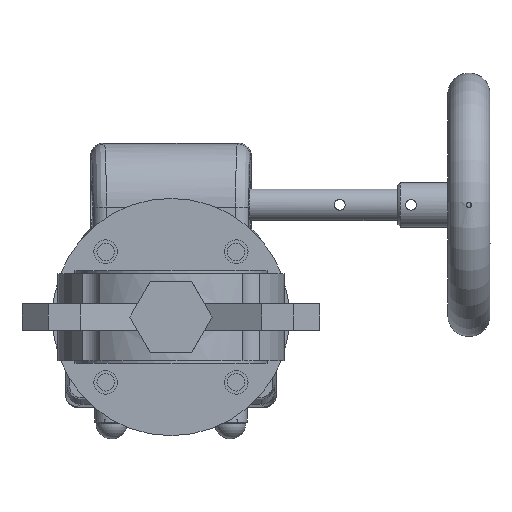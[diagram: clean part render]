
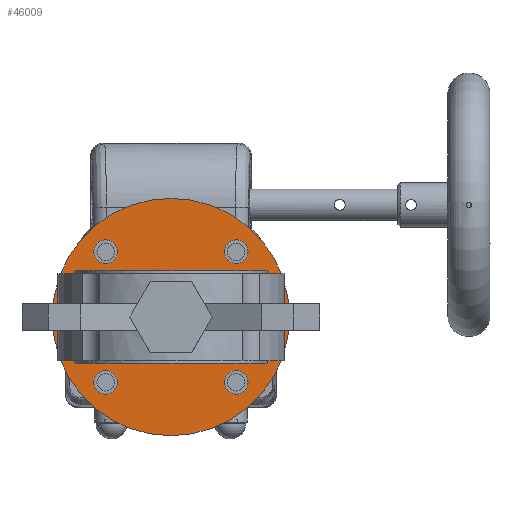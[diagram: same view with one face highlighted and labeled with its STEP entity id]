
A CAD part, front view. The second image highlights one B-rep face of the part: STEP entity #46009.
In plain terms, the highlighted planar face has unit normal (0, -1, 0).
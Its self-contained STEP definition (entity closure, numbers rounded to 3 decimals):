
#1386=PLANE('',#50432);
#1840=FACE_BOUND('',#16255,.T.);
#1841=FACE_BOUND('',#16256,.T.);
#1842=FACE_BOUND('',#16257,.T.);
#1843=FACE_BOUND('',#16258,.T.);
#1844=FACE_BOUND('',#16259,.T.);
#3561=CIRCLE('',#50341,4.5);
#3563=CIRCLE('',#50344,4.5);
#3565=CIRCLE('',#50347,4.5);
#3567=CIRCLE('',#50350,4.5);
#3570=CIRCLE('',#50354,45.);
#6746=LINE('',#156270,#9938);
#6891=LINE('',#157460,#10083);
#6892=LINE('',#157462,#10084);
#6893=LINE('',#157464,#10085);
#6894=LINE('',#157466,#10086);
#6895=LINE('',#157468,#10087);
#6896=LINE('',#157470,#10088);
#6897=LINE('',#157472,#10089);
#6898=LINE('',#157474,#10090);
#6899=LINE('',#157476,#10091);
#6900=LINE('',#157477,#10092);
#6901=LINE('',#157478,#10093);
#9938=VECTOR('',#61326,1000.);
#10083=VECTOR('',#61529,1000.);
#10084=VECTOR('',#61530,1000.);
#10085=VECTOR('',#61531,1000.);
#10086=VECTOR('',#61532,1000.);
#10087=VECTOR('',#61533,1000.);
#10088=VECTOR('',#61534,1000.);
#10089=VECTOR('',#61535,1000.);
#10090=VECTOR('',#61536,1000.);
#10091=VECTOR('',#61537,1000.);
#10092=VECTOR('',#61538,1000.);
#10093=VECTOR('',#61539,1000.);
#13419=FACE_OUTER_BOUND('',#16254,.T.);
#16254=EDGE_LOOP('',(#40739));
#16255=EDGE_LOOP('',(#40740,#40741,#40742,#40743,#40744,#40745,#40746,#40747,
#40748,#40749,#40750,#40751));
#16256=EDGE_LOOP('',(#40752));
#16257=EDGE_LOOP('',(#40753));
#16258=EDGE_LOOP('',(#40754));
#16259=EDGE_LOOP('',(#40755));
#21637=VERTEX_POINT('',#156063);
#21639=VERTEX_POINT('',#156069);
#21641=VERTEX_POINT('',#156075);
#21643=VERTEX_POINT('',#156081);
#21646=VERTEX_POINT('',#156089);
#21685=VERTEX_POINT('',#156267);
#21686=VERTEX_POINT('',#156269);
#21898=VERTEX_POINT('',#157458);
#21899=VERTEX_POINT('',#157459);
#21900=VERTEX_POINT('',#157461);
#21901=VERTEX_POINT('',#157463);
#21902=VERTEX_POINT('',#157465);
#21903=VERTEX_POINT('',#157467);
#21904=VERTEX_POINT('',#157469);
#21905=VERTEX_POINT('',#157471);
#21906=VERTEX_POINT('',#157473);
#21907=VERTEX_POINT('',#157475);
#28008=EDGE_CURVE('',#21637,#21637,#3561,.T.);
#28011=EDGE_CURVE('',#21639,#21639,#3563,.T.);
#28014=EDGE_CURVE('',#21641,#21641,#3565,.T.);
#28017=EDGE_CURVE('',#21643,#21643,#3567,.T.);
#28022=EDGE_CURVE('',#21646,#21646,#3570,.T.);
#28085=EDGE_CURVE('',#21685,#21686,#6746,.T.);
#28306=EDGE_CURVE('',#21898,#21899,#6891,.T.);
#28307=EDGE_CURVE('',#21898,#21900,#6892,.T.);
#28308=EDGE_CURVE('',#21900,#21901,#6893,.T.);
#28309=EDGE_CURVE('',#21901,#21902,#6894,.T.);
#28310=EDGE_CURVE('',#21903,#21902,#6895,.T.);
#28311=EDGE_CURVE('',#21904,#21903,#6896,.T.);
#28312=EDGE_CURVE('',#21904,#21905,#6897,.T.);
#28313=EDGE_CURVE('',#21906,#21905,#6898,.T.);
#28314=EDGE_CURVE('',#21907,#21906,#6899,.T.);
#28315=EDGE_CURVE('',#21686,#21907,#6900,.T.);
#28316=EDGE_CURVE('',#21685,#21899,#6901,.T.);
#40739=ORIENTED_EDGE('',*,*,#28022,.F.);
#40740=ORIENTED_EDGE('',*,*,#28306,.F.);
#40741=ORIENTED_EDGE('',*,*,#28307,.T.);
#40742=ORIENTED_EDGE('',*,*,#28308,.T.);
#40743=ORIENTED_EDGE('',*,*,#28309,.T.);
#40744=ORIENTED_EDGE('',*,*,#28310,.F.);
#40745=ORIENTED_EDGE('',*,*,#28311,.F.);
#40746=ORIENTED_EDGE('',*,*,#28312,.T.);
#40747=ORIENTED_EDGE('',*,*,#28313,.F.);
#40748=ORIENTED_EDGE('',*,*,#28314,.F.);
#40749=ORIENTED_EDGE('',*,*,#28315,.F.);
#40750=ORIENTED_EDGE('',*,*,#28085,.F.);
#40751=ORIENTED_EDGE('',*,*,#28316,.T.);
#40752=ORIENTED_EDGE('',*,*,#28008,.T.);
#40753=ORIENTED_EDGE('',*,*,#28011,.T.);
#40754=ORIENTED_EDGE('',*,*,#28014,.T.);
#40755=ORIENTED_EDGE('',*,*,#28017,.T.);
#46009=ADVANCED_FACE('',(#13419,#1840,#1841,#1842,#1843,#1844),#1386,.F.);
#50341=AXIS2_PLACEMENT_3D('',#156064,#61178,#61179);
#50344=AXIS2_PLACEMENT_3D('',#156070,#61185,#61186);
#50347=AXIS2_PLACEMENT_3D('',#156076,#61192,#61193);
#50350=AXIS2_PLACEMENT_3D('',#156082,#61199,#61200);
#50354=AXIS2_PLACEMENT_3D('',#156091,#61209,#61210);
#50432=AXIS2_PLACEMENT_3D('',#157457,#61527,#61528);
#61178=DIRECTION('center_axis',(0.,1.,0.));
#61179=DIRECTION('ref_axis',(0.,0.,1.));
#61185=DIRECTION('center_axis',(0.,1.,0.));
#61186=DIRECTION('ref_axis',(0.,0.,1.));
#61192=DIRECTION('center_axis',(0.,1.,0.));
#61193=DIRECTION('ref_axis',(0.,0.,1.));
#61199=DIRECTION('center_axis',(0.,1.,0.));
#61200=DIRECTION('ref_axis',(0.,0.,1.));
#61209=DIRECTION('center_axis',(0.,1.,0.));
#61210=DIRECTION('ref_axis',(0.,0.,1.));
#61326=DIRECTION('',(-1.,0.,0.));
#61527=DIRECTION('center_axis',(0.,1.,0.));
#61528=DIRECTION('ref_axis',(0.,0.,1.));
#61529=DIRECTION('',(-1.,0.,0.));
#61530=DIRECTION('',(0.,0.,-1.));
#61531=DIRECTION('',(-1.,0.,0.));
#61532=DIRECTION('',(0.,0.,-1.));
#61533=DIRECTION('',(1.,0.,0.));
#61534=DIRECTION('',(0.,0.,-1.));
#61535=DIRECTION('',(-1.,0.,0.));
#61536=DIRECTION('',(0.,0.,-1.));
#61537=DIRECTION('',(-1.,0.,0.));
#61538=DIRECTION('',(0.,0.,-1.));
#61539=DIRECTION('',(0.,0.,-1.));
#156063=CARTESIAN_POINT('',(-24.749,135.,-29.249));
#156064=CARTESIAN_POINT('Origin',(-24.749,135.,-24.749));
#156069=CARTESIAN_POINT('',(-24.749,135.,20.249));
#156070=CARTESIAN_POINT('Origin',(-24.749,135.,24.749));
#156075=CARTESIAN_POINT('',(24.749,135.,20.249));
#156076=CARTESIAN_POINT('Origin',(24.749,135.,24.749));
#156081=CARTESIAN_POINT('',(24.749,135.,-29.249));
#156082=CARTESIAN_POINT('Origin',(24.749,135.,-24.749));
#156089=CARTESIAN_POINT('',(0.,135.,-45.));
#156091=CARTESIAN_POINT('Origin',(0.,135.,0.));
#156267=CARTESIAN_POINT('',(17.,135.,13.5));
#156269=CARTESIAN_POINT('',(-17.,135.,13.5));
#156270=CARTESIAN_POINT('',(7.794,135.,13.5));
#157457=CARTESIAN_POINT('Origin',(0.,135.,0.));
#157458=CARTESIAN_POINT('',(26.,135.,5.));
#157459=CARTESIAN_POINT('',(17.,135.,5.));
#157460=CARTESIAN_POINT('',(-26.,135.,5.));
#157461=CARTESIAN_POINT('',(26.,135.,-5.));
#157462=CARTESIAN_POINT('',(26.,135.,5.));
#157463=CARTESIAN_POINT('',(17.,135.,-5.));
#157464=CARTESIAN_POINT('',(-26.,135.,-5.));
#157465=CARTESIAN_POINT('',(17.,135.,-13.5));
#157466=CARTESIAN_POINT('',(17.,135.,13.5));
#157467=CARTESIAN_POINT('',(-17.,135.,-13.5));
#157468=CARTESIAN_POINT('',(-7.794,135.,-13.5));
#157469=CARTESIAN_POINT('',(-17.,135.,-5.));
#157470=CARTESIAN_POINT('',(-17.,135.,13.5));
#157471=CARTESIAN_POINT('',(-26.,135.,-5.));
#157472=CARTESIAN_POINT('',(-26.,135.,-5.));
#157473=CARTESIAN_POINT('',(-26.,135.,5.));
#157474=CARTESIAN_POINT('',(-26.,135.,5.));
#157475=CARTESIAN_POINT('',(-17.,135.,5.));
#157476=CARTESIAN_POINT('',(-26.,135.,5.));
#157477=CARTESIAN_POINT('',(-17.,135.,13.5));
#157478=CARTESIAN_POINT('',(17.,135.,13.5));
